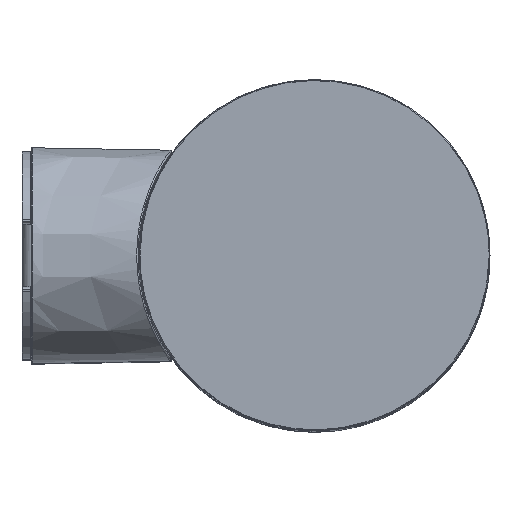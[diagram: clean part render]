
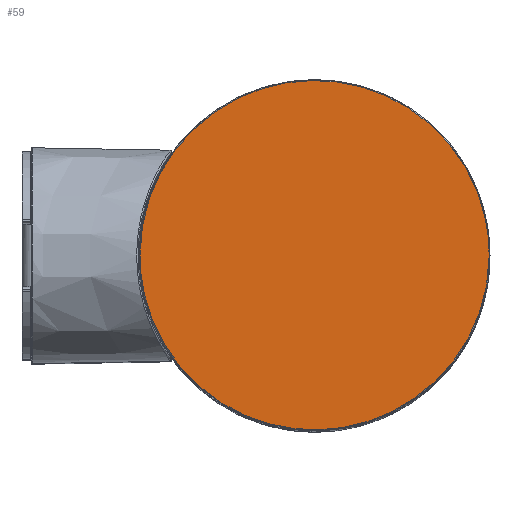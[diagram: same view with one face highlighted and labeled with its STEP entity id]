
A CAD part, top view. The second image highlights one B-rep face of the part: STEP entity #59.
In plain terms, the highlighted planar face has unit normal (0, 0, 1).
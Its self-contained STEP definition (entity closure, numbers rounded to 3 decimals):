
#59=ADVANCED_FACE('',(#280),#3229,.T.);
#280=FACE_OUTER_BOUND('',#503,.T.);
#503=EDGE_LOOP('',(#765,#766));
#765=ORIENTED_EDGE('',*,*,#1773,.F.);
#766=ORIENTED_EDGE('',*,*,#1764,.F.);
#1764=EDGE_CURVE('',#2876,#2886,#2588,.T.);
#1773=EDGE_CURVE('',#2886,#2876,#2596,.T.);
#2588=(
BOUNDED_CURVE()
B_SPLINE_CURVE(2,(#3830,#3831,#3832,#3833,#3834),.UNSPECIFIED.,.F.,.F.)
B_SPLINE_CURVE_WITH_KNOTS((3,2,3),(-406.522,-304.892,
-203.261),.UNSPECIFIED.)
CURVE()
GEOMETRIC_REPRESENTATION_ITEM()
RATIONAL_B_SPLINE_CURVE((1.,0.707,1.,0.707,1.))
REPRESENTATION_ITEM('')
);
#2596=(
BOUNDED_CURVE()
B_SPLINE_CURVE(2,(#3872,#3873,#3874,#3875,#3876),.UNSPECIFIED.,.F.,.F.)
B_SPLINE_CURVE_WITH_KNOTS((3,2,3),(-203.261,-101.631,0.),
 .UNSPECIFIED.)
CURVE()
GEOMETRIC_REPRESENTATION_ITEM()
RATIONAL_B_SPLINE_CURVE((1.,0.707,1.,0.707,1.))
REPRESENTATION_ITEM('')
);
#2876=VERTEX_POINT('',#3790);
#2886=VERTEX_POINT('',#3800);
#3229=PLANE('',#3536);
#3536=AXIS2_PLACEMENT_3D('',#3729,#3602,$);
#3602=DIRECTION('',(0.,0.,1.));
#3729=CARTESIAN_POINT('',(-78.138,78.25,175.1));
#3790=CARTESIAN_POINT('',(64.811,0.,175.1));
#3800=CARTESIAN_POINT('',(-64.589,0.,175.1));
#3830=CARTESIAN_POINT('',(64.811,0.,175.1));
#3831=CARTESIAN_POINT('',(64.811,-64.7,175.1));
#3832=CARTESIAN_POINT('',(0.111,-64.7,175.1));
#3833=CARTESIAN_POINT('',(-64.589,-64.7,175.1));
#3834=CARTESIAN_POINT('',(-64.589,0.,175.1));
#3872=CARTESIAN_POINT('',(-64.589,0.,175.1));
#3873=CARTESIAN_POINT('',(-64.589,64.7,175.1));
#3874=CARTESIAN_POINT('',(0.111,64.7,175.1));
#3875=CARTESIAN_POINT('',(64.811,64.7,175.1));
#3876=CARTESIAN_POINT('',(64.811,0.,175.1));
